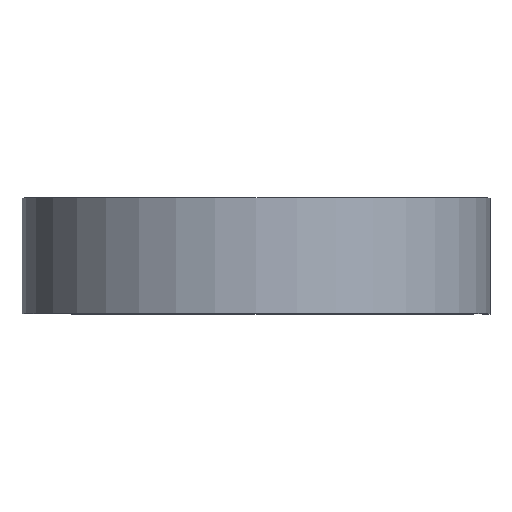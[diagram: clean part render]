
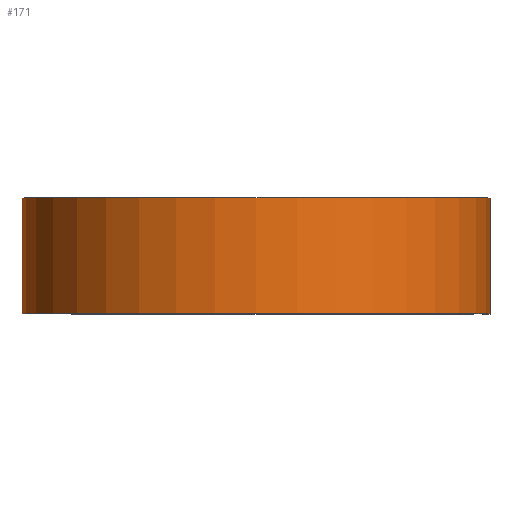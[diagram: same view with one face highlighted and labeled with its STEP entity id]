
A CAD part, top view. The second image highlights one B-rep face of the part: STEP entity #171.
In plain terms, the highlighted cylindrical face has radius 38.519 mm (diameter 77.038 mm), a partial arc.
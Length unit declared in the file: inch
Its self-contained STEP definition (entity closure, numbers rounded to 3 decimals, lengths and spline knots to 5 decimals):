
#5 = CARTESIAN_POINT ( 'NONE',  ( 0., 0.375, 0. ) ) ;
#20 = CARTESIAN_POINT ( 'NONE',  ( 1.5165, 0.375, 0. ) ) ;
#38 = ORIENTED_EDGE ( 'NONE', *, *, #225, .T. ) ;
#56 = ORIENTED_EDGE ( 'NONE', *, *, #179, .F. ) ;
#65 = CARTESIAN_POINT ( 'NONE',  ( 0., -0.375, -1.5165 ) ) ;
#66 = VERTEX_POINT ( 'NONE', #20 ) ;
#114 = VECTOR ( 'NONE', #331, 39.37008 ) ;
#124 = EDGE_CURVE ( 'NONE', #66, #199, #139, .T. ) ;
#136 = DIRECTION ( 'NONE',  ( 1., 0., 0. ) ) ;
#139 = LINE ( 'NONE', #333, #114 ) ;
#171 = ADVANCED_FACE ( 'NONE', ( #666 ), #608, .T. ) ;
#179 = EDGE_CURVE ( 'NONE', #616, #66, #592, .T. ) ;
#181 = VERTEX_POINT ( 'NONE', #65 ) ;
#182 = CARTESIAN_POINT ( 'NONE',  ( 0., 0.375, 0. ) ) ;
#183 = DIRECTION ( 'NONE',  ( 0., -1., 0. ) ) ;
#199 = VERTEX_POINT ( 'NONE', #284 ) ;
#225 = EDGE_CURVE ( 'NONE', #181, #199, #574, .T. ) ;
#230 = AXIS2_PLACEMENT_3D ( 'NONE', #5, #604, #136 ) ;
#279 = DIRECTION ( 'NONE',  ( 0., 0., -1. ) ) ;
#284 = CARTESIAN_POINT ( 'NONE',  ( 1.5165, -0.375, 0. ) ) ;
#286 = EDGE_CURVE ( 'NONE', #616, #181, #559, .T. ) ;
#296 = CARTESIAN_POINT ( 'NONE',  ( 0., 0.375, -1.5165 ) ) ;
#331 = DIRECTION ( 'NONE',  ( 0., -1., 0. ) ) ;
#333 = CARTESIAN_POINT ( 'NONE',  ( 1.5165, 0.375, 0. ) ) ;
#347 = ORIENTED_EDGE ( 'NONE', *, *, #286, .T. ) ;
#359 = CARTESIAN_POINT ( 'NONE',  ( 0., -0.375, 0. ) ) ;
#391 = AXIS2_PLACEMENT_3D ( 'NONE', #182, #183, #279 ) ;
#456 = DIRECTION ( 'NONE',  ( 1., 0., 0. ) ) ;
#461 = AXIS2_PLACEMENT_3D ( 'NONE', #359, #493, #456 ) ;
#493 = DIRECTION ( 'NONE',  ( 0., 1., 0. ) ) ;
#498 = DIRECTION ( 'NONE',  ( 0., -1., 0. ) ) ;
#513 = VECTOR ( 'NONE', #498, 39.37008 ) ;
#559 = LINE ( 'NONE', #296, #513 ) ;
#564 = CARTESIAN_POINT ( 'NONE',  ( 0., 0.375, -1.5165 ) ) ;
#574 = CIRCLE ( 'NONE', #461, 1.5165 ) ;
#592 = CIRCLE ( 'NONE', #230, 1.5165 ) ;
#604 = DIRECTION ( 'NONE',  ( 0., 1., 0. ) ) ;
#608 = CYLINDRICAL_SURFACE ( 'NONE', #391, 1.5165 ) ;
#612 = EDGE_LOOP ( 'NONE', ( #38, #656, #56, #347 ) ) ;
#616 = VERTEX_POINT ( 'NONE', #564 ) ;
#656 = ORIENTED_EDGE ( 'NONE', *, *, #124, .F. ) ;
#666 = FACE_OUTER_BOUND ( 'NONE', #612, .T. ) ;
